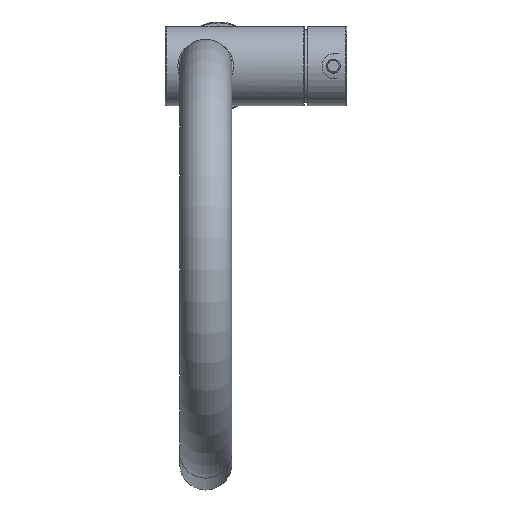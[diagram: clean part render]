
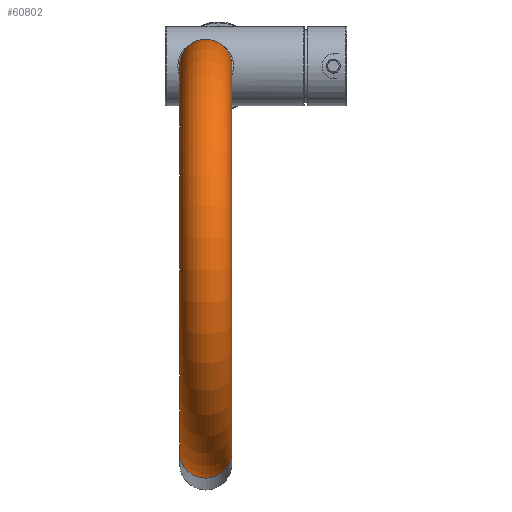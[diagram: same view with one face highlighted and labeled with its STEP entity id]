
A CAD part, top view. The second image highlights one B-rep face of the part: STEP entity #60802.
In plain terms, the highlighted toroidal (fillet/blend) face has major radius 111.232 mm and minor radius 14.999 mm.
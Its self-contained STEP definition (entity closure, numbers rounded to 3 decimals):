
#70=TOROIDAL_SURFACE('',#64902,111.232,14.999);
#922=FACE_BOUND('',#13197,.T.);
#5744=CIRCLE('',#64898,14.999);
#5747=CIRCLE('',#64903,14.999);
#9452=FACE_OUTER_BOUND('',#13196,.T.);
#13196=EDGE_LOOP('',(#41370));
#13197=EDGE_LOOP('',(#41371));
#24250=VERTEX_POINT('',#119441);
#24253=VERTEX_POINT('',#119449);
#30566=EDGE_CURVE('',#24250,#24250,#5744,.T.);
#30569=EDGE_CURVE('',#24253,#24253,#5747,.T.);
#41370=ORIENTED_EDGE('',*,*,#30566,.T.);
#41371=ORIENTED_EDGE('',*,*,#30569,.F.);
#60802=ADVANCED_FACE('',(#9452,#922),#70,.T.);
#64898=AXIS2_PLACEMENT_3D('',#119442,#73069,#73070);
#64902=AXIS2_PLACEMENT_3D('',#119448,#73077,#73078);
#64903=AXIS2_PLACEMENT_3D('',#119450,#73079,#73080);
#73069=DIRECTION('center_axis',(0.,0.,
1.));
#73070=DIRECTION('ref_axis',(0.,1.,0.));
#73077=DIRECTION('center_axis',(1.,0.,0.));
#73078=DIRECTION('ref_axis',(0.,1.,0.));
#73079=DIRECTION('center_axis',(0.,-0.087,
-0.996));
#73080=DIRECTION('ref_axis',(0.,-0.996,0.087));
#119441=CARTESIAN_POINT('',(-7.25,-14.999,315.295));
#119442=CARTESIAN_POINT('Origin',(-7.25,0.,
315.295));
#119448=CARTESIAN_POINT('Origin',(-7.25,-111.232,315.295));
#119449=CARTESIAN_POINT('',(-7.25,-207.099,323.682));
#119450=CARTESIAN_POINT('Origin',(-7.25,-222.04,324.989));
